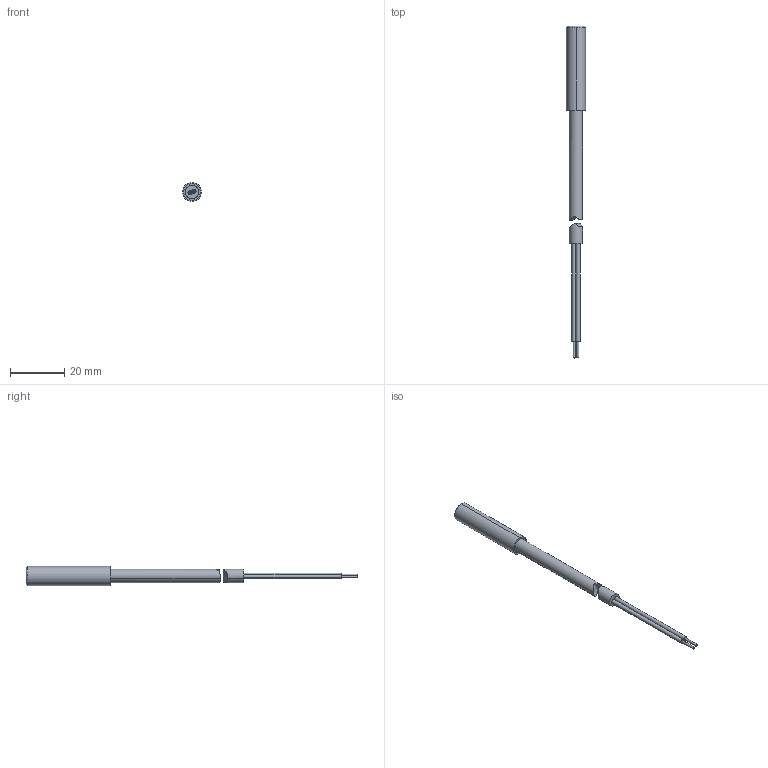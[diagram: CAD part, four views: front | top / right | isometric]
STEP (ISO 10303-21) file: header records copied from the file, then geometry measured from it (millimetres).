
FILE_DESCRIPTION (( 'STEP AP214' ), '1' );
FILE_NAME ('B071.STEP', '2022-02-08T14:32:43', ( '' ), ( '' ), 'SwSTEP 2.0', 'SolidWorks 2021', '' );
FILE_SCHEMA (( 'AUTOMOTIVE_DESIGN' ));
Length unit declared in the file: millimetre
Products named in the file (3): B071; Cavo 1PDA; 1B0710000000
Assembly tree (2 placements, depth 2):
  B071
    1B0710000000
    Cavo 1PDA
Bounding box: 7 x 122 x 7 mm (x, y, z)
Volume: 1368.1 mm3; surface area: 2497.2 mm2
Topology: 3 solids, 3 shells, 29 faces, 52 edges, 34 vertices
Faces by surface type: cylinder 16, plane 9, cone 2, bspline 2
Entity records: 1157 total; most frequent: CARTESIAN_POINT 298, DIRECTION 142, ORIENTED_EDGE 104, AXIS2_PLACEMENT_3D 62, EDGE_CURVE 52, VERTEX_POINT 34, EDGE_LOOP 34, CIRCLE 30
